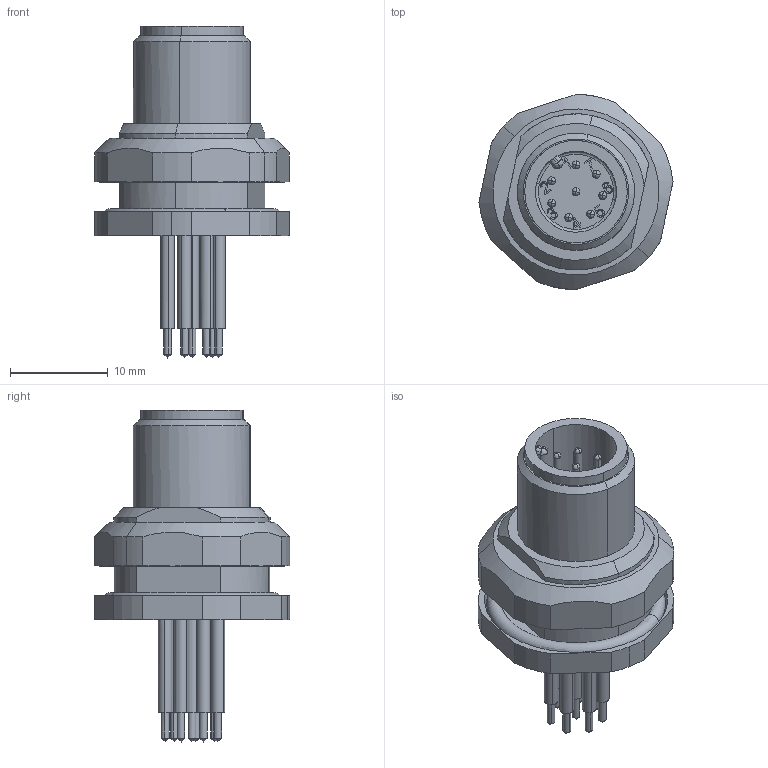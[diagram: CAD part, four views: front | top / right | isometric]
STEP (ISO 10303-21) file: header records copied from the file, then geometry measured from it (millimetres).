
FILE_DESCRIPTION(('CATIA V5 STEP Exchange','CAx-IF Rec.Pracs.--- Model Styling and Organization---1.4--- 2014-01-23'),'2;1');
FILE_NAME ('030250-2_0_2421890000_2421890000.stp','2022-01-06T08:25:40+00:00',('none'),('Weidmueller'),'CATIA Version 5-6 Release 2016 SP3 HF44','CATIA V5 STEP AP214','none');
FILE_SCHEMA(('AUTOMOTIVE_DESIGN { 1 0 10303 214 1 1 1 1 }'));
Length unit declared in the file: millimetre
Products named in the file (1): 2421890000
Bounding box: 19.88 x 20 x 34 mm (x, y, z)
Volume: 3606 mm3; surface area: 3871.3 mm2
Topology: 19 solids, 19 shells, 352 faces, 940 edges, 602 vertices
Faces by surface type: plane 110, cylinder 97, bspline 78, sphere 32, cone 28, torus 7
Entity records: 11077 total; most frequent: CARTESIAN_POINT 3595, ORIENTED_EDGE 1784, DIRECTION 1013, EDGE_CURVE 892, VERTEX_POINT 602, AXIS2_PLACEMENT_3D 471, EDGE_LOOP 378, B_SPLINE_CURVE_WITH_KNOTS 360
